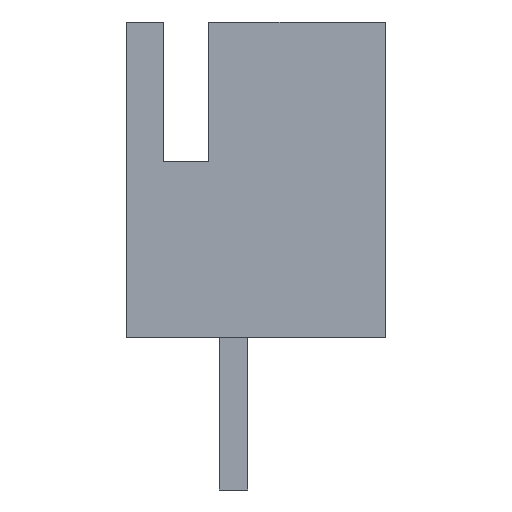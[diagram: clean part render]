
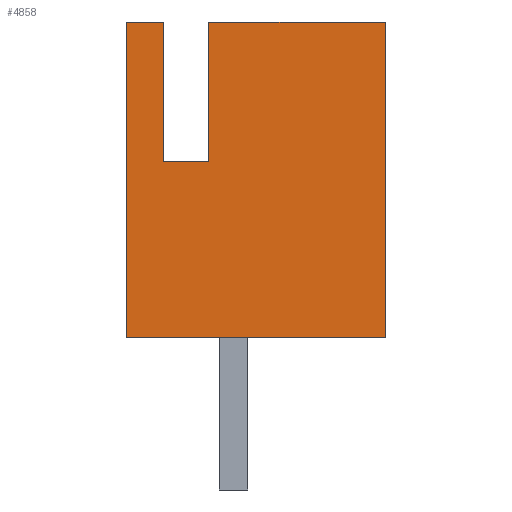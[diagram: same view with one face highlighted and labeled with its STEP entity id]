
A CAD part, left-side view. The second image highlights one B-rep face of the part: STEP entity #4858.
In plain terms, the highlighted planar face has unit normal (-1, 0, 0).
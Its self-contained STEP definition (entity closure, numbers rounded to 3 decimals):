
#180 = PLANE('',#181);
#181 = AXIS2_PLACEMENT_3D('',#182,#183,#184);
#182 = CARTESIAN_POINT('',(-2.45,2.375,0.));
#183 = DIRECTION('',(0.,0.,1.));
#184 = DIRECTION('',(0.,1.,0.));
#1171 = VERTEX_POINT('',#1172);
#1172 = CARTESIAN_POINT('',(-2.45,-3.375,0.));
#1186 = PLANE('',#1187);
#1187 = AXIS2_PLACEMENT_3D('',#1188,#1189,#1190);
#1188 = CARTESIAN_POINT('',(-2.45,-3.375,0.));
#1189 = DIRECTION('',(0.,1.,0.));
#1190 = DIRECTION('',(-1.,0.,0.));
#1198 = EDGE_CURVE('',#1199,#1171,#1201,.T.);
#1199 = VERTEX_POINT('',#1200);
#1200 = CARTESIAN_POINT('',(-2.45,2.375,0.));
#1201 = SURFACE_CURVE('',#1202,(#1206,#1213),.PCURVE_S1.);
#1202 = LINE('',#1203,#1204);
#1203 = CARTESIAN_POINT('',(-2.45,2.375,0.));
#1204 = VECTOR('',#1205,1.);
#1205 = DIRECTION('',(0.,-1.,0.));
#1206 = PCURVE('',#180,#1207);
#1207 = DEFINITIONAL_REPRESENTATION('',(#1208),#1212);
#1208 = LINE('',#1209,#1210);
#1209 = CARTESIAN_POINT('',(0.,0.));
#1210 = VECTOR('',#1211,1.);
#1211 = DIRECTION('',(-1.,0.));
#1212 = ( GEOMETRIC_REPRESENTATION_CONTEXT(2) 
PARAMETRIC_REPRESENTATION_CONTEXT() REPRESENTATION_CONTEXT('2D SPACE',''
  ) );
#1213 = PCURVE('',#1214,#1219);
#1214 = PLANE('',#1215);
#1215 = AXIS2_PLACEMENT_3D('',#1216,#1217,#1218);
#1216 = CARTESIAN_POINT('',(-2.45,2.375,7.));
#1217 = DIRECTION('',(1.,0.,0.));
#1218 = DIRECTION('',(0.,1.,0.));
#1219 = DEFINITIONAL_REPRESENTATION('',(#1220),#1224);
#1220 = LINE('',#1221,#1222);
#1221 = CARTESIAN_POINT('',(0.,-7.));
#1222 = VECTOR('',#1223,1.);
#1223 = DIRECTION('',(-1.,0.));
#1224 = ( GEOMETRIC_REPRESENTATION_CONTEXT(2) 
PARAMETRIC_REPRESENTATION_CONTEXT() REPRESENTATION_CONTEXT('2D SPACE',''
  ) );
#1240 = PLANE('',#1241);
#1241 = AXIS2_PLACEMENT_3D('',#1242,#1243,#1244);
#1242 = CARTESIAN_POINT('',(-2.45,2.375,0.));
#1243 = DIRECTION('',(0.,-1.,0.));
#1244 = DIRECTION('',(1.,0.,0.));
#3262 = PLANE('',#3263);
#3263 = AXIS2_PLACEMENT_3D('',#3264,#3265,#3266);
#3264 = CARTESIAN_POINT('',(-2.45,1.55,7.));
#3265 = DIRECTION('',(0.,1.,0.));
#3266 = DIRECTION('',(0.,0.,-1.));
#3346 = PLANE('',#3347);
#3347 = AXIS2_PLACEMENT_3D('',#3348,#3349,#3350);
#3348 = CARTESIAN_POINT('',(-2.45,0.55,7.));
#3349 = DIRECTION('',(0.,0.,-1.));
#3350 = DIRECTION('',(0.,-1.,0.));
#4200 = VERTEX_POINT('',#4201);
#4201 = CARTESIAN_POINT('',(-2.45,2.375,7.));
#4217 = PLANE('',#4218);
#4218 = AXIS2_PLACEMENT_3D('',#4219,#4220,#4221);
#4219 = CARTESIAN_POINT('',(-2.45,2.375,7.));
#4220 = DIRECTION('',(0.,0.,-1.));
#4221 = DIRECTION('',(0.,-1.,0.));
#4448 = EDGE_CURVE('',#4200,#1199,#4449,.T.);
#4449 = SURFACE_CURVE('',#4450,(#4454,#4461),.PCURVE_S1.);
#4450 = LINE('',#4451,#4452);
#4451 = CARTESIAN_POINT('',(-2.45,2.375,0.));
#4452 = VECTOR('',#4453,1.);
#4453 = DIRECTION('',(0.,0.,-1.));
#4454 = PCURVE('',#1240,#4455);
#4455 = DEFINITIONAL_REPRESENTATION('',(#4456),#4460);
#4456 = LINE('',#4457,#4458);
#4457 = CARTESIAN_POINT('',(0.,0.));
#4458 = VECTOR('',#4459,1.);
#4459 = DIRECTION('',(0.,-1.));
#4460 = ( GEOMETRIC_REPRESENTATION_CONTEXT(2) 
PARAMETRIC_REPRESENTATION_CONTEXT() REPRESENTATION_CONTEXT('2D SPACE',''
  ) );
#4461 = PCURVE('',#1214,#4462);
#4462 = DEFINITIONAL_REPRESENTATION('',(#4463),#4467);
#4463 = LINE('',#4464,#4465);
#4464 = CARTESIAN_POINT('',(0.,-7.));
#4465 = VECTOR('',#4466,1.);
#4466 = DIRECTION('',(0.,-1.));
#4467 = ( GEOMETRIC_REPRESENTATION_CONTEXT(2) 
PARAMETRIC_REPRESENTATION_CONTEXT() REPRESENTATION_CONTEXT('2D SPACE',''
  ) );
#4858 = ADVANCED_FACE('',(#4859),#1214,.F.);
#4859 = FACE_BOUND('',#4860,.T.);
#4860 = EDGE_LOOP('',(#4861,#4862,#4863,#4886,#4909,#4937,#4965,#4988));
#4861 = ORIENTED_EDGE('',*,*,#4448,.T.);
#4862 = ORIENTED_EDGE('',*,*,#1198,.T.);
#4863 = ORIENTED_EDGE('',*,*,#4864,.T.);
#4864 = EDGE_CURVE('',#1171,#4865,#4867,.T.);
#4865 = VERTEX_POINT('',#4866);
#4866 = CARTESIAN_POINT('',(-2.45,-3.375,7.));
#4867 = SURFACE_CURVE('',#4868,(#4872,#4879),.PCURVE_S1.);
#4868 = LINE('',#4869,#4870);
#4869 = CARTESIAN_POINT('',(-2.45,-3.375,0.));
#4870 = VECTOR('',#4871,1.);
#4871 = DIRECTION('',(0.,0.,1.));
#4872 = PCURVE('',#1214,#4873);
#4873 = DEFINITIONAL_REPRESENTATION('',(#4874),#4878);
#4874 = LINE('',#4875,#4876);
#4875 = CARTESIAN_POINT('',(-5.75,-7.));
#4876 = VECTOR('',#4877,1.);
#4877 = DIRECTION('',(0.,1.));
#4878 = ( GEOMETRIC_REPRESENTATION_CONTEXT(2) 
PARAMETRIC_REPRESENTATION_CONTEXT() REPRESENTATION_CONTEXT('2D SPACE',''
  ) );
#4879 = PCURVE('',#1186,#4880);
#4880 = DEFINITIONAL_REPRESENTATION('',(#4881),#4885);
#4881 = LINE('',#4882,#4883);
#4882 = CARTESIAN_POINT('',(0.,0.));
#4883 = VECTOR('',#4884,1.);
#4884 = DIRECTION('',(0.,1.));
#4885 = ( GEOMETRIC_REPRESENTATION_CONTEXT(2) 
PARAMETRIC_REPRESENTATION_CONTEXT() REPRESENTATION_CONTEXT('2D SPACE',''
  ) );
#4886 = ORIENTED_EDGE('',*,*,#4887,.T.);
#4887 = EDGE_CURVE('',#4865,#4888,#4890,.T.);
#4888 = VERTEX_POINT('',#4889);
#4889 = CARTESIAN_POINT('',(-2.45,0.55,7.));
#4890 = SURFACE_CURVE('',#4891,(#4895,#4902),.PCURVE_S1.);
#4891 = LINE('',#4892,#4893);
#4892 = CARTESIAN_POINT('',(-2.45,0.55,7.));
#4893 = VECTOR('',#4894,1.);
#4894 = DIRECTION('',(0.,1.,0.));
#4895 = PCURVE('',#1214,#4896);
#4896 = DEFINITIONAL_REPRESENTATION('',(#4897),#4901);
#4897 = LINE('',#4898,#4899);
#4898 = CARTESIAN_POINT('',(-1.825,0.));
#4899 = VECTOR('',#4900,1.);
#4900 = DIRECTION('',(1.,0.));
#4901 = ( GEOMETRIC_REPRESENTATION_CONTEXT(2) 
PARAMETRIC_REPRESENTATION_CONTEXT() REPRESENTATION_CONTEXT('2D SPACE',''
  ) );
#4902 = PCURVE('',#3346,#4903);
#4903 = DEFINITIONAL_REPRESENTATION('',(#4904),#4908);
#4904 = LINE('',#4905,#4906);
#4905 = CARTESIAN_POINT('',(0.,0.));
#4906 = VECTOR('',#4907,1.);
#4907 = DIRECTION('',(-1.,0.));
#4908 = ( GEOMETRIC_REPRESENTATION_CONTEXT(2) 
PARAMETRIC_REPRESENTATION_CONTEXT() REPRESENTATION_CONTEXT('2D SPACE',''
  ) );
#4909 = ORIENTED_EDGE('',*,*,#4910,.T.);
#4910 = EDGE_CURVE('',#4888,#4911,#4913,.T.);
#4911 = VERTEX_POINT('',#4912);
#4912 = CARTESIAN_POINT('',(-2.45,0.55,3.9));
#4913 = SURFACE_CURVE('',#4914,(#4918,#4925),.PCURVE_S1.);
#4914 = LINE('',#4915,#4916);
#4915 = CARTESIAN_POINT('',(-2.45,0.55,3.9));
#4916 = VECTOR('',#4917,1.);
#4917 = DIRECTION('',(0.,0.,-1.));
#4918 = PCURVE('',#1214,#4919);
#4919 = DEFINITIONAL_REPRESENTATION('',(#4920),#4924);
#4920 = LINE('',#4921,#4922);
#4921 = CARTESIAN_POINT('',(-1.825,-3.1));
#4922 = VECTOR('',#4923,1.);
#4923 = DIRECTION('',(0.,-1.));
#4924 = ( GEOMETRIC_REPRESENTATION_CONTEXT(2) 
PARAMETRIC_REPRESENTATION_CONTEXT() REPRESENTATION_CONTEXT('2D SPACE',''
  ) );
#4925 = PCURVE('',#4926,#4931);
#4926 = PLANE('',#4927);
#4927 = AXIS2_PLACEMENT_3D('',#4928,#4929,#4930);
#4928 = CARTESIAN_POINT('',(-2.45,0.55,3.9));
#4929 = DIRECTION('',(0.,-1.,0.));
#4930 = DIRECTION('',(1.,0.,0.));
#4931 = DEFINITIONAL_REPRESENTATION('',(#4932),#4936);
#4932 = LINE('',#4933,#4934);
#4933 = CARTESIAN_POINT('',(0.,0.));
#4934 = VECTOR('',#4935,1.);
#4935 = DIRECTION('',(0.,-1.));
#4936 = ( GEOMETRIC_REPRESENTATION_CONTEXT(2) 
PARAMETRIC_REPRESENTATION_CONTEXT() REPRESENTATION_CONTEXT('2D SPACE',''
  ) );
#4937 = ORIENTED_EDGE('',*,*,#4938,.T.);
#4938 = EDGE_CURVE('',#4911,#4939,#4941,.T.);
#4939 = VERTEX_POINT('',#4940);
#4940 = CARTESIAN_POINT('',(-2.45,1.55,3.9));
#4941 = SURFACE_CURVE('',#4942,(#4946,#4953),.PCURVE_S1.);
#4942 = LINE('',#4943,#4944);
#4943 = CARTESIAN_POINT('',(-2.45,1.55,3.9));
#4944 = VECTOR('',#4945,1.);
#4945 = DIRECTION('',(0.,1.,0.));
#4946 = PCURVE('',#1214,#4947);
#4947 = DEFINITIONAL_REPRESENTATION('',(#4948),#4952);
#4948 = LINE('',#4949,#4950);
#4949 = CARTESIAN_POINT('',(-0.825,-3.1));
#4950 = VECTOR('',#4951,1.);
#4951 = DIRECTION('',(1.,0.));
#4952 = ( GEOMETRIC_REPRESENTATION_CONTEXT(2) 
PARAMETRIC_REPRESENTATION_CONTEXT() REPRESENTATION_CONTEXT('2D SPACE',''
  ) );
#4953 = PCURVE('',#4954,#4959);
#4954 = PLANE('',#4955);
#4955 = AXIS2_PLACEMENT_3D('',#4956,#4957,#4958);
#4956 = CARTESIAN_POINT('',(-2.45,1.55,3.9));
#4957 = DIRECTION('',(0.,0.,-1.));
#4958 = DIRECTION('',(0.,-1.,0.));
#4959 = DEFINITIONAL_REPRESENTATION('',(#4960),#4964);
#4960 = LINE('',#4961,#4962);
#4961 = CARTESIAN_POINT('',(0.,0.));
#4962 = VECTOR('',#4963,1.);
#4963 = DIRECTION('',(-1.,0.));
#4964 = ( GEOMETRIC_REPRESENTATION_CONTEXT(2) 
PARAMETRIC_REPRESENTATION_CONTEXT() REPRESENTATION_CONTEXT('2D SPACE',''
  ) );
#4965 = ORIENTED_EDGE('',*,*,#4966,.T.);
#4966 = EDGE_CURVE('',#4939,#4967,#4969,.T.);
#4967 = VERTEX_POINT('',#4968);
#4968 = CARTESIAN_POINT('',(-2.45,1.55,7.));
#4969 = SURFACE_CURVE('',#4970,(#4974,#4981),.PCURVE_S1.);
#4970 = LINE('',#4971,#4972);
#4971 = CARTESIAN_POINT('',(-2.45,1.55,7.));
#4972 = VECTOR('',#4973,1.);
#4973 = DIRECTION('',(0.,0.,1.));
#4974 = PCURVE('',#1214,#4975);
#4975 = DEFINITIONAL_REPRESENTATION('',(#4976),#4980);
#4976 = LINE('',#4977,#4978);
#4977 = CARTESIAN_POINT('',(-0.825,0.));
#4978 = VECTOR('',#4979,1.);
#4979 = DIRECTION('',(0.,1.));
#4980 = ( GEOMETRIC_REPRESENTATION_CONTEXT(2) 
PARAMETRIC_REPRESENTATION_CONTEXT() REPRESENTATION_CONTEXT('2D SPACE',''
  ) );
#4981 = PCURVE('',#3262,#4982);
#4982 = DEFINITIONAL_REPRESENTATION('',(#4983),#4987);
#4983 = LINE('',#4984,#4985);
#4984 = CARTESIAN_POINT('',(0.,0.));
#4985 = VECTOR('',#4986,1.);
#4986 = DIRECTION('',(-1.,0.));
#4987 = ( GEOMETRIC_REPRESENTATION_CONTEXT(2) 
PARAMETRIC_REPRESENTATION_CONTEXT() REPRESENTATION_CONTEXT('2D SPACE',''
  ) );
#4988 = ORIENTED_EDGE('',*,*,#4989,.T.);
#4989 = EDGE_CURVE('',#4967,#4200,#4990,.T.);
#4990 = SURFACE_CURVE('',#4991,(#4995,#5002),.PCURVE_S1.);
#4991 = LINE('',#4992,#4993);
#4992 = CARTESIAN_POINT('',(-2.45,2.375,7.));
#4993 = VECTOR('',#4994,1.);
#4994 = DIRECTION('',(0.,1.,0.));
#4995 = PCURVE('',#1214,#4996);
#4996 = DEFINITIONAL_REPRESENTATION('',(#4997),#5001);
#4997 = LINE('',#4998,#4999);
#4998 = CARTESIAN_POINT('',(0.,0.));
#4999 = VECTOR('',#5000,1.);
#5000 = DIRECTION('',(1.,0.));
#5001 = ( GEOMETRIC_REPRESENTATION_CONTEXT(2) 
PARAMETRIC_REPRESENTATION_CONTEXT() REPRESENTATION_CONTEXT('2D SPACE',''
  ) );
#5002 = PCURVE('',#4217,#5003);
#5003 = DEFINITIONAL_REPRESENTATION('',(#5004),#5008);
#5004 = LINE('',#5005,#5006);
#5005 = CARTESIAN_POINT('',(0.,0.));
#5006 = VECTOR('',#5007,1.);
#5007 = DIRECTION('',(-1.,0.));
#5008 = ( GEOMETRIC_REPRESENTATION_CONTEXT(2) 
PARAMETRIC_REPRESENTATION_CONTEXT() REPRESENTATION_CONTEXT('2D SPACE',''
  ) );
